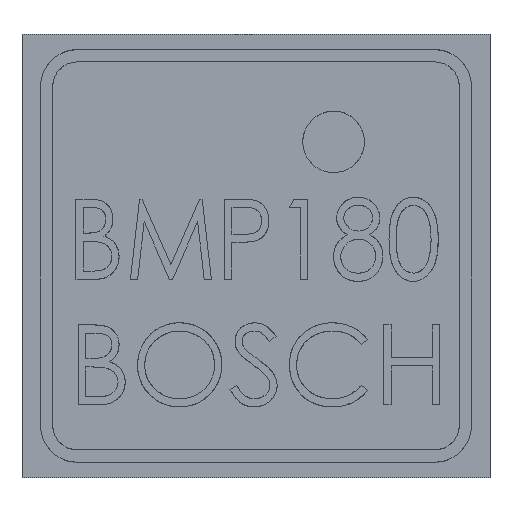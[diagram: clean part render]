
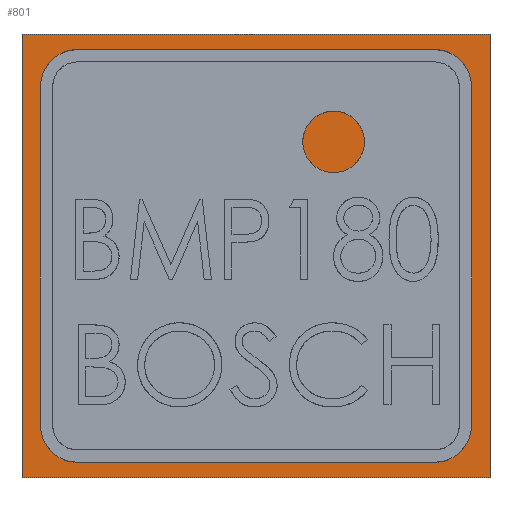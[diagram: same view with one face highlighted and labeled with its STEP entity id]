
A CAD part, top view. The second image highlights one B-rep face of the part: STEP entity #801.
In plain terms, the highlighted free-form (B-spline) face has degree [1, 1] with [2, 2] control points.
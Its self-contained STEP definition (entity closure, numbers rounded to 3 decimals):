
#801 = ADVANCED_FACE('',(#802),#816,.T.);
#802 = FACE_BOUND('',#803,.T.);
#803 = EDGE_LOOP('',(#804,#826,#841,#856));
#804 = ORIENTED_EDGE('',*,*,#805,.T.);
#805 = EDGE_CURVE('',#806,#808,#810,.T.);
#806 = VERTEX_POINT('',#807);
#807 = CARTESIAN_POINT('',(-2.279,1.8,0.2));
#808 = VERTEX_POINT('',#809);
#809 = CARTESIAN_POINT('',(-2.279,-1.8,0.2));
#810 = SURFACE_CURVE('',#811,(#815),.PCURVE_S1.);
#811 = LINE('',#812,#813);
#812 = CARTESIAN_POINT('',(-2.279,1.8,0.2));
#813 = VECTOR('',#814,1.);
#814 = DIRECTION('',(0.,-1.,0.));
#815 = PCURVE('',#816,#821);
#816 = B_SPLINE_SURFACE_WITH_KNOTS('',1,1,(
    (#817,#818)
    ,(#819,#820
    )),.UNSPECIFIED.,.F.,.F.,.F.,(2,2),(2,2),(0.,1.),(0.,1.),
  .PIECEWISE_BEZIER_KNOTS.);
#817 = CARTESIAN_POINT('',(-2.279,-1.8,0.2));
#818 = CARTESIAN_POINT('',(-2.279,1.8,0.2));
#819 = CARTESIAN_POINT('',(1.521,-1.8,0.2));
#820 = CARTESIAN_POINT('',(1.521,1.8,0.2));
#821 = DEFINITIONAL_REPRESENTATION('',(#822),#825);
#822 = B_SPLINE_CURVE_WITH_KNOTS('',1,(#823,#824),.UNSPECIFIED.,.F.,.F.,
  (2,2),(0.,3.6),.PIECEWISE_BEZIER_KNOTS.);
#823 = CARTESIAN_POINT('',(0.,1.));
#824 = CARTESIAN_POINT('',(0.,0.));
#825 = ( GEOMETRIC_REPRESENTATION_CONTEXT(2) 
PARAMETRIC_REPRESENTATION_CONTEXT() REPRESENTATION_CONTEXT('2D SPACE',''
  ) );
#826 = ORIENTED_EDGE('',*,*,#827,.T.);
#827 = EDGE_CURVE('',#808,#828,#830,.T.);
#828 = VERTEX_POINT('',#829);
#829 = CARTESIAN_POINT('',(1.521,-1.8,0.2));
#830 = SURFACE_CURVE('',#831,(#835),.PCURVE_S1.);
#831 = LINE('',#832,#833);
#832 = CARTESIAN_POINT('',(-2.279,-1.8,0.2));
#833 = VECTOR('',#834,1.);
#834 = DIRECTION('',(1.,0.,0.));
#835 = PCURVE('',#816,#836);
#836 = DEFINITIONAL_REPRESENTATION('',(#837),#840);
#837 = B_SPLINE_CURVE_WITH_KNOTS('',1,(#838,#839),.UNSPECIFIED.,.F.,.F.,
  (2,2),(0.,3.8),.PIECEWISE_BEZIER_KNOTS.);
#838 = CARTESIAN_POINT('',(0.,0.));
#839 = CARTESIAN_POINT('',(1.,0.));
#840 = ( GEOMETRIC_REPRESENTATION_CONTEXT(2) 
PARAMETRIC_REPRESENTATION_CONTEXT() REPRESENTATION_CONTEXT('2D SPACE',''
  ) );
#841 = ORIENTED_EDGE('',*,*,#842,.T.);
#842 = EDGE_CURVE('',#828,#843,#845,.T.);
#843 = VERTEX_POINT('',#844);
#844 = CARTESIAN_POINT('',(1.521,1.8,0.2));
#845 = SURFACE_CURVE('',#846,(#850),.PCURVE_S1.);
#846 = LINE('',#847,#848);
#847 = CARTESIAN_POINT('',(1.521,-1.8,0.2));
#848 = VECTOR('',#849,1.);
#849 = DIRECTION('',(0.,1.,0.));
#850 = PCURVE('',#816,#851);
#851 = DEFINITIONAL_REPRESENTATION('',(#852),#855);
#852 = B_SPLINE_CURVE_WITH_KNOTS('',1,(#853,#854),.UNSPECIFIED.,.F.,.F.,
  (2,2),(0.,3.6),.PIECEWISE_BEZIER_KNOTS.);
#853 = CARTESIAN_POINT('',(1.,0.));
#854 = CARTESIAN_POINT('',(1.,1.));
#855 = ( GEOMETRIC_REPRESENTATION_CONTEXT(2) 
PARAMETRIC_REPRESENTATION_CONTEXT() REPRESENTATION_CONTEXT('2D SPACE',''
  ) );
#856 = ORIENTED_EDGE('',*,*,#857,.T.);
#857 = EDGE_CURVE('',#843,#806,#858,.T.);
#858 = SURFACE_CURVE('',#859,(#863),.PCURVE_S1.);
#859 = LINE('',#860,#861);
#860 = CARTESIAN_POINT('',(1.521,1.8,0.2));
#861 = VECTOR('',#862,1.);
#862 = DIRECTION('',(-1.,0.,0.));
#863 = PCURVE('',#816,#864);
#864 = DEFINITIONAL_REPRESENTATION('',(#865),#868);
#865 = B_SPLINE_CURVE_WITH_KNOTS('',1,(#866,#867),.UNSPECIFIED.,.F.,.F.,
  (2,2),(0.,3.8),.PIECEWISE_BEZIER_KNOTS.);
#866 = CARTESIAN_POINT('',(1.,1.));
#867 = CARTESIAN_POINT('',(0.,1.));
#868 = ( GEOMETRIC_REPRESENTATION_CONTEXT(2) 
PARAMETRIC_REPRESENTATION_CONTEXT() REPRESENTATION_CONTEXT('2D SPACE',''
  ) );
